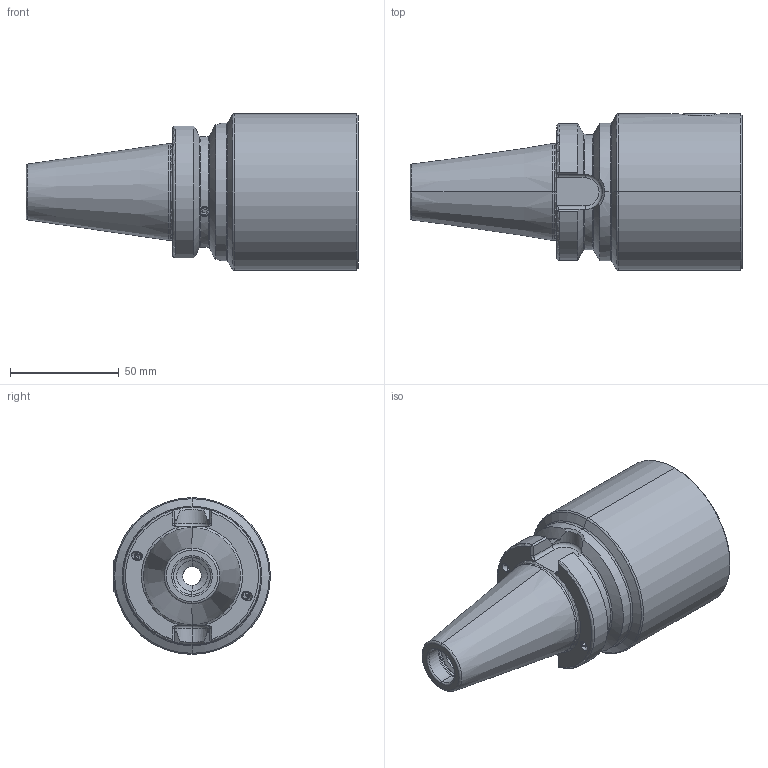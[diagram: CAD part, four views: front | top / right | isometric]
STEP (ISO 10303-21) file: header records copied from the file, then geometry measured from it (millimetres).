
FILE_DESCRIPTION (( 'STEP AP203' ), '1' );
FILE_NAME ('102.412.721.STEP', '2018-03-12T08:22:36', ( 'SWIAdmin' ), ( 'Hewlett-Packard Company' ), 'SwSTEP 2.0', 'SolidWorks 2017', '' );
FILE_SCHEMA (( 'CONFIG_CONTROL_DESIGN' ));
Length unit declared in the file: millimetre
Products named in the file (5): BB4-MB7.K01.087_C; MB7-ER1.001.022_A; ISO 4026 - M5 x 5_PreviewCfg; ISO 4026 - M4 x 5_PreviewCfg; 102.412.721
Assembly tree (5 placements, depth 2):
  102.412.721
    BB4-MB7.K01.087_C
    MB7-ER1.001.022_A
    ISO 4026 - M5 x 5_PreviewCfg
    ISO 4026 - M4 x 5_PreviewCfg  x2
Bounding box: 152.4 x 72 x 72 mm (x, y, z)
Volume: 308626.5 mm3; surface area: 45181.5 mm2
Topology: 5 solids, 5 shells, 221 faces, 529 edges, 319 vertices
Faces by surface type: cylinder 69, plane 69, cone 54, torus 27, bspline 2
Entity records: 7261 total; most frequent: CARTESIAN_POINT 1977, DIRECTION 1016, ORIENTED_EDGE 986, EDGE_CURVE 493, AXIS2_PLACEMENT_3D 402, VERTEX_POINT 299, EDGE_LOOP 220, LINE 212
